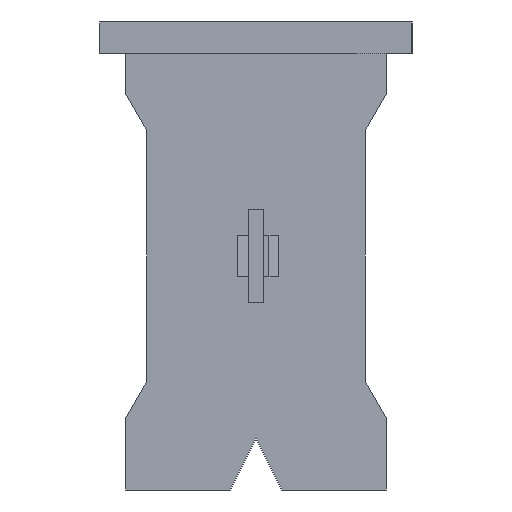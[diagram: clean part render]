
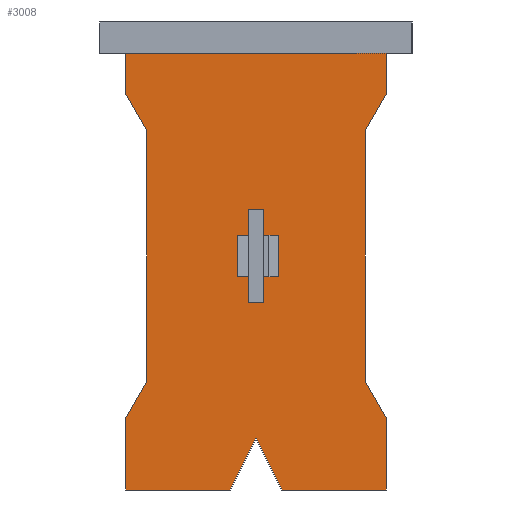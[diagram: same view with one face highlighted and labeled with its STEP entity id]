
A CAD part, left-side view. The second image highlights one B-rep face of the part: STEP entity #3008.
In plain terms, the highlighted planar face has unit normal (-1, 0, 0).
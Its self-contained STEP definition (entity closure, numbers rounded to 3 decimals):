
#2979=AXIS2_PLACEMENT_3D('Plane Axis2P3D',#2976,#2977,#2978) ;
#2292=CARTESIAN_POINT('Vertex',(0.,-75.,225.)) ;
#2297=CARTESIAN_POINT('Line Origine',(0.,-75.,210.)) ;
#2301=CARTESIAN_POINT('Vertex',(0.,-75.,195.)) ;
#2328=CARTESIAN_POINT('Line Origine',(0.,-100.,195.)) ;
#2332=CARTESIAN_POINT('Vertex',(0.,-125.,195.)) ;
#2359=CARTESIAN_POINT('Line Origine',(0.,-125.,175.)) ;
#2363=CARTESIAN_POINT('Vertex',(0.,-125.,155.)) ;
#2390=CARTESIAN_POINT('Line Origine',(0.,-115.,137.679)) ;
#2394=CARTESIAN_POINT('Vertex',(0.,-105.,120.359)) ;
#2421=CARTESIAN_POINT('Line Origine',(0.,-105.,0.)) ;
#2425=CARTESIAN_POINT('Vertex',(0.,-105.,-120.359)) ;
#2452=CARTESIAN_POINT('Line Origine',(0.,-115.,-137.679)) ;
#2456=CARTESIAN_POINT('Vertex',(0.,-125.,-155.)) ;
#2478=CARTESIAN_POINT('Line Origine',(0.,-125.,-190.)) ;
#2482=CARTESIAN_POINT('Vertex',(0.,-125.,-225.)) ;
#2509=CARTESIAN_POINT('Line Origine',(0.,-75.,-225.)) ;
#2513=CARTESIAN_POINT('Vertex',(0.,-25.,-225.)) ;
#2540=CARTESIAN_POINT('Line Origine',(0.,-12.5,-200.)) ;
#2544=CARTESIAN_POINT('Vertex',(0.,0.,-175.)) ;
#2571=CARTESIAN_POINT('Line Origine',(0.,12.5,-200.)) ;
#2575=CARTESIAN_POINT('Vertex',(0.,25.,-225.)) ;
#2597=CARTESIAN_POINT('Line Origine',(0.,75.,-225.)) ;
#2601=CARTESIAN_POINT('Vertex',(0.,125.,-225.)) ;
#2628=CARTESIAN_POINT('Line Origine',(0.,125.,-190.)) ;
#2632=CARTESIAN_POINT('Vertex',(0.,125.,-155.)) ;
#2659=CARTESIAN_POINT('Line Origine',(0.,115.,-137.679)) ;
#2663=CARTESIAN_POINT('Vertex',(0.,105.,-120.359)) ;
#2690=CARTESIAN_POINT('Line Origine',(0.,105.,0.)) ;
#2694=CARTESIAN_POINT('Vertex',(0.,105.,120.359)) ;
#2721=CARTESIAN_POINT('Line Origine',(0.,115.,137.679)) ;
#2725=CARTESIAN_POINT('Vertex',(0.,125.,155.)) ;
#2747=CARTESIAN_POINT('Line Origine',(0.,125.,175.)) ;
#2751=CARTESIAN_POINT('Vertex',(0.,125.,195.)) ;
#2773=CARTESIAN_POINT('Line Origine',(0.,100.,195.)) ;
#2777=CARTESIAN_POINT('Vertex',(0.,75.,195.)) ;
#2804=CARTESIAN_POINT('Line Origine',(0.,75.,210.)) ;
#2808=CARTESIAN_POINT('Vertex',(0.,75.,225.)) ;
#2835=CARTESIAN_POINT('Line Origine',(0.,0.,225.)) ;
#2870=CARTESIAN_POINT('Vertex',(0.,-7.5,45.)) ;
#2873=CARTESIAN_POINT('Line Origine',(0.,0.,45.)) ;
#2877=CARTESIAN_POINT('Vertex',(0.,7.5,45.)) ;
#2904=CARTESIAN_POINT('Line Origine',(0.,7.5,0.)) ;
#2908=CARTESIAN_POINT('Vertex',(0.,7.5,-45.)) ;
#2935=CARTESIAN_POINT('Line Origine',(0.,0.,-45.)) ;
#2939=CARTESIAN_POINT('Vertex',(0.,-7.5,-45.)) ;
#2964=CARTESIAN_POINT('Line Origine',(0.,-7.5,0.)) ;
#2976=CARTESIAN_POINT('Axis2P3D Location',(0.,0.,0.)) ;
#2298=DIRECTION('Vector Direction',(0.,0.,1.)) ;
#2329=DIRECTION('Vector Direction',(0.,-1.,0.)) ;
#2360=DIRECTION('Vector Direction',(0.,0.,-1.)) ;
#2391=DIRECTION('Vector Direction',(0.,-0.5,0.866)) ;
#2422=DIRECTION('Vector Direction',(0.,0.,1.)) ;
#2453=DIRECTION('Vector Direction',(0.,-0.5,-0.866)) ;
#2479=DIRECTION('Vector Direction',(0.,0.,1.)) ;
#2510=DIRECTION('Vector Direction',(0.,-1.,0.)) ;
#2541=DIRECTION('Vector Direction',(0.,0.447,0.894)) ;
#2572=DIRECTION('Vector Direction',(0.,-0.447,0.894)) ;
#2598=DIRECTION('Vector Direction',(0.,1.,0.)) ;
#2629=DIRECTION('Vector Direction',(0.,0.,1.)) ;
#2660=DIRECTION('Vector Direction',(0.,0.5,-0.866)) ;
#2691=DIRECTION('Vector Direction',(0.,0.,1.)) ;
#2722=DIRECTION('Vector Direction',(0.,0.5,0.866)) ;
#2748=DIRECTION('Vector Direction',(0.,0.,1.)) ;
#2774=DIRECTION('Vector Direction',(0.,1.,0.)) ;
#2805=DIRECTION('Vector Direction',(0.,0.,1.)) ;
#2836=DIRECTION('Vector Direction',(0.,1.,0.)) ;
#2874=DIRECTION('Vector Direction',(0.,1.,0.)) ;
#2905=DIRECTION('Vector Direction',(0.,0.,1.)) ;
#2936=DIRECTION('Vector Direction',(0.,-1.,0.)) ;
#2965=DIRECTION('Vector Direction',(0.,0.,-1.)) ;
#2977=DIRECTION('Axis2P3D Direction',(1.,0.,0.)) ;
#2978=DIRECTION('Axis2P3D XDirection',(0.,1.,0.)) ;
#2299=VECTOR('Line Direction',#2298,1.) ;
#2330=VECTOR('Line Direction',#2329,1.) ;
#2361=VECTOR('Line Direction',#2360,1.) ;
#2392=VECTOR('Line Direction',#2391,1.) ;
#2423=VECTOR('Line Direction',#2422,1.) ;
#2454=VECTOR('Line Direction',#2453,1.) ;
#2480=VECTOR('Line Direction',#2479,1.) ;
#2511=VECTOR('Line Direction',#2510,1.) ;
#2542=VECTOR('Line Direction',#2541,1.) ;
#2573=VECTOR('Line Direction',#2572,1.) ;
#2599=VECTOR('Line Direction',#2598,1.) ;
#2630=VECTOR('Line Direction',#2629,1.) ;
#2661=VECTOR('Line Direction',#2660,1.) ;
#2692=VECTOR('Line Direction',#2691,1.) ;
#2723=VECTOR('Line Direction',#2722,1.) ;
#2749=VECTOR('Line Direction',#2748,1.) ;
#2775=VECTOR('Line Direction',#2774,1.) ;
#2806=VECTOR('Line Direction',#2805,1.) ;
#2837=VECTOR('Line Direction',#2836,1.) ;
#2875=VECTOR('Line Direction',#2874,1.) ;
#2906=VECTOR('Line Direction',#2905,1.) ;
#2937=VECTOR('Line Direction',#2936,1.) ;
#2966=VECTOR('Line Direction',#2965,1.) ;
#2982=ORIENTED_EDGE('',*,*,#2839,.F.) ;
#2983=ORIENTED_EDGE('',*,*,#2810,.F.) ;
#2984=ORIENTED_EDGE('',*,*,#2779,.F.) ;
#2985=ORIENTED_EDGE('',*,*,#2753,.F.) ;
#2986=ORIENTED_EDGE('',*,*,#2727,.F.) ;
#2987=ORIENTED_EDGE('',*,*,#2696,.F.) ;
#2988=ORIENTED_EDGE('',*,*,#2665,.F.) ;
#2989=ORIENTED_EDGE('',*,*,#2634,.F.) ;
#2990=ORIENTED_EDGE('',*,*,#2603,.F.) ;
#2991=ORIENTED_EDGE('',*,*,#2577,.F.) ;
#2992=ORIENTED_EDGE('',*,*,#2546,.F.) ;
#2993=ORIENTED_EDGE('',*,*,#2515,.F.) ;
#2994=ORIENTED_EDGE('',*,*,#2484,.F.) ;
#2995=ORIENTED_EDGE('',*,*,#2458,.F.) ;
#2996=ORIENTED_EDGE('',*,*,#2427,.F.) ;
#2997=ORIENTED_EDGE('',*,*,#2396,.F.) ;
#2998=ORIENTED_EDGE('',*,*,#2365,.F.) ;
#2999=ORIENTED_EDGE('',*,*,#2334,.F.) ;
#3000=ORIENTED_EDGE('',*,*,#2303,.F.) ;
#3003=ORIENTED_EDGE('',*,*,#2968,.T.) ;
#3004=ORIENTED_EDGE('',*,*,#2941,.T.) ;
#3005=ORIENTED_EDGE('',*,*,#2910,.T.) ;
#3006=ORIENTED_EDGE('',*,*,#2879,.T.) ;
#3007=FACE_BOUND('',#3002,.T.) ;
#3008=ADVANCED_FACE('PartBody',(#3001,#3007),#2980,.F.) ;
#2303=EDGE_CURVE('',#2293,#2302,#2300,.F.) ;
#2334=EDGE_CURVE('',#2302,#2333,#2331,.T.) ;
#2365=EDGE_CURVE('',#2333,#2364,#2362,.T.) ;
#2396=EDGE_CURVE('',#2364,#2395,#2393,.F.) ;
#2427=EDGE_CURVE('',#2395,#2426,#2424,.F.) ;
#2458=EDGE_CURVE('',#2426,#2457,#2455,.T.) ;
#2484=EDGE_CURVE('',#2457,#2483,#2481,.F.) ;
#2515=EDGE_CURVE('',#2483,#2514,#2512,.F.) ;
#2546=EDGE_CURVE('',#2514,#2545,#2543,.T.) ;
#2577=EDGE_CURVE('',#2545,#2576,#2574,.F.) ;
#2603=EDGE_CURVE('',#2576,#2602,#2600,.T.) ;
#2634=EDGE_CURVE('',#2602,#2633,#2631,.T.) ;
#2665=EDGE_CURVE('',#2633,#2664,#2662,.F.) ;
#2696=EDGE_CURVE('',#2664,#2695,#2693,.T.) ;
#2727=EDGE_CURVE('',#2695,#2726,#2724,.T.) ;
#2753=EDGE_CURVE('',#2726,#2752,#2750,.T.) ;
#2779=EDGE_CURVE('',#2752,#2778,#2776,.F.) ;
#2810=EDGE_CURVE('',#2778,#2809,#2807,.T.) ;
#2839=EDGE_CURVE('',#2809,#2293,#2838,.F.) ;
#2879=EDGE_CURVE('',#2878,#2871,#2876,.F.) ;
#2910=EDGE_CURVE('',#2909,#2878,#2907,.T.) ;
#2941=EDGE_CURVE('',#2940,#2909,#2938,.F.) ;
#2968=EDGE_CURVE('',#2871,#2940,#2967,.T.) ;
#2981=EDGE_LOOP('',(#2982,#2983,#2984,#2985,#2986,#2987,#2988,#2989,#2990,#2991,#2992,#2993,#2994,#2995,#2996,#2997,#2998,#2999,#3000)) ;
#3002=EDGE_LOOP('',(#3003,#3004,#3005,#3006)) ;
#3001=FACE_OUTER_BOUND('',#2981,.T.) ;
#2300=LINE('Line',#2297,#2299) ;
#2331=LINE('Line',#2328,#2330) ;
#2362=LINE('Line',#2359,#2361) ;
#2393=LINE('Line',#2390,#2392) ;
#2424=LINE('Line',#2421,#2423) ;
#2455=LINE('Line',#2452,#2454) ;
#2481=LINE('Line',#2478,#2480) ;
#2512=LINE('Line',#2509,#2511) ;
#2543=LINE('Line',#2540,#2542) ;
#2574=LINE('Line',#2571,#2573) ;
#2600=LINE('Line',#2597,#2599) ;
#2631=LINE('Line',#2628,#2630) ;
#2662=LINE('Line',#2659,#2661) ;
#2693=LINE('Line',#2690,#2692) ;
#2724=LINE('Line',#2721,#2723) ;
#2750=LINE('Line',#2747,#2749) ;
#2776=LINE('Line',#2773,#2775) ;
#2807=LINE('Line',#2804,#2806) ;
#2838=LINE('Line',#2835,#2837) ;
#2876=LINE('Line',#2873,#2875) ;
#2907=LINE('Line',#2904,#2906) ;
#2938=LINE('Line',#2935,#2937) ;
#2967=LINE('Line',#2964,#2966) ;
#2980=PLANE('Plane',#2979) ;
#2293=VERTEX_POINT('',#2292) ;
#2302=VERTEX_POINT('',#2301) ;
#2333=VERTEX_POINT('',#2332) ;
#2364=VERTEX_POINT('',#2363) ;
#2395=VERTEX_POINT('',#2394) ;
#2426=VERTEX_POINT('',#2425) ;
#2457=VERTEX_POINT('',#2456) ;
#2483=VERTEX_POINT('',#2482) ;
#2514=VERTEX_POINT('',#2513) ;
#2545=VERTEX_POINT('',#2544) ;
#2576=VERTEX_POINT('',#2575) ;
#2602=VERTEX_POINT('',#2601) ;
#2633=VERTEX_POINT('',#2632) ;
#2664=VERTEX_POINT('',#2663) ;
#2695=VERTEX_POINT('',#2694) ;
#2726=VERTEX_POINT('',#2725) ;
#2752=VERTEX_POINT('',#2751) ;
#2778=VERTEX_POINT('',#2777) ;
#2809=VERTEX_POINT('',#2808) ;
#2871=VERTEX_POINT('',#2870) ;
#2878=VERTEX_POINT('',#2877) ;
#2909=VERTEX_POINT('',#2908) ;
#2940=VERTEX_POINT('',#2939) ;
